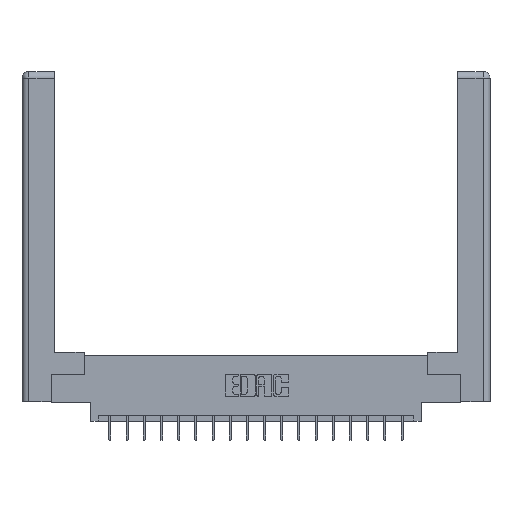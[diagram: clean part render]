
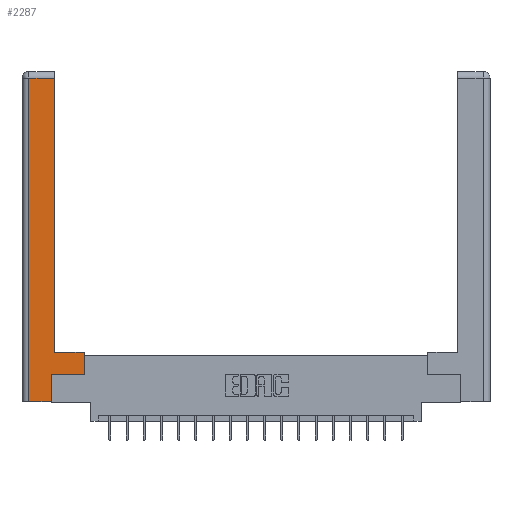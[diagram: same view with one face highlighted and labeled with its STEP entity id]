
A CAD part, top view. The second image highlights one B-rep face of the part: STEP entity #2287.
In plain terms, the highlighted planar face has unit normal (0, 0, 1).
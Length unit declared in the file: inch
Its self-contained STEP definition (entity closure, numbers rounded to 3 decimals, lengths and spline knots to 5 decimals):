
#67 = EDGE_CURVE ( 'NONE', #2598, #4381, #13433, .T. ) ;
#542 = ORIENTED_EDGE ( 'NONE', *, *, #4145, .T. ) ;
#679 = VERTEX_POINT ( 'NONE', #5502 ) ;
#710 = CARTESIAN_POINT ( 'NONE',  ( 0.295, 3., 0. ) ) ;
#851 = LINE ( 'NONE', #3131, #19851 ) ;
#871 = EDGE_CURVE ( 'NONE', #15552, #2598, #1417, .T. ) ;
#1029 = LINE ( 'NONE', #710, #13772 ) ;
#1417 = LINE ( 'NONE', #1799, #15344 ) ;
#1546 = CARTESIAN_POINT ( 'NONE',  ( 0.565, 0.245, 0. ) ) ;
#1671 = CARTESIAN_POINT ( 'NONE',  ( 0.565, 0.45, 0. ) ) ;
#1679 = PLANE ( 'NONE',  #7308 ) ;
#1792 = LINE ( 'NONE', #5257, #17910 ) ;
#1799 = CARTESIAN_POINT ( 'NONE',  ( 0.265, 0., 0. ) ) ;
#2287 = ADVANCED_FACE ( 'NONE', ( #8058 ), #1679, .F. ) ;
#2415 = DIRECTION ( 'NONE',  ( 0., 1., 0. ) ) ;
#2598 = VERTEX_POINT ( 'NONE', #14412 ) ;
#3099 = ORIENTED_EDGE ( 'NONE', *, *, #19615, .T. ) ;
#3131 = CARTESIAN_POINT ( 'NONE',  ( 0.0615, 0., 0. ) ) ;
#3214 = CARTESIAN_POINT ( 'NONE',  ( 0.295, 0.45, 0. ) ) ;
#4047 = VERTEX_POINT ( 'NONE', #1546 ) ;
#4066 = VERTEX_POINT ( 'NONE', #1671 ) ;
#4145 = EDGE_CURVE ( 'NONE', #12665, #4988, #1029, .T. ) ;
#4264 = DIRECTION ( 'NONE',  ( -1., 0., 0. ) ) ;
#4381 = VERTEX_POINT ( 'NONE', #9022 ) ;
#4392 = CARTESIAN_POINT ( 'NONE',  ( 0.0615, 2.94, 0. ) ) ;
#4798 = DIRECTION ( 'NONE',  ( -1., 0., 0. ) ) ;
#4988 = VERTEX_POINT ( 'NONE', #14380 ) ;
#5257 = CARTESIAN_POINT ( 'NONE',  ( 0.565, 0.45, 0. ) ) ;
#5502 = CARTESIAN_POINT ( 'NONE',  ( 0.0615, 2.94, 0. ) ) ;
#5627 = LINE ( 'NONE', #4392, #12791 ) ;
#7308 = AXIS2_PLACEMENT_3D ( 'NONE', #12395, #18490, #4798 ) ;
#8058 = FACE_OUTER_BOUND ( 'NONE', #14670, .T. ) ;
#8889 = EDGE_CURVE ( 'NONE', #4381, #4047, #13709, .T. ) ;
#9022 = CARTESIAN_POINT ( 'NONE',  ( 0.265, 0.245, 0. ) ) ;
#9058 = ORIENTED_EDGE ( 'NONE', *, *, #67, .T. ) ;
#11263 = CARTESIAN_POINT ( 'NONE',  ( 0.0615, 0., 0. ) ) ;
#11384 = CARTESIAN_POINT ( 'NONE',  ( 0.565, 0.245, 0. ) ) ;
#12274 = ORIENTED_EDGE ( 'NONE', *, *, #12909, .T. ) ;
#12395 = CARTESIAN_POINT ( 'NONE',  ( 0., 0., 0. ) ) ;
#12494 = EDGE_CURVE ( 'NONE', #4066, #12665, #12569, .T. ) ;
#12569 = LINE ( 'NONE', #3214, #18863 ) ;
#12665 = VERTEX_POINT ( 'NONE', #18169 ) ;
#12791 = VECTOR ( 'NONE', #4264, 39.37008 ) ;
#12909 = EDGE_CURVE ( 'NONE', #4047, #4066, #1792, .T. ) ;
#13433 = LINE ( 'NONE', #19192, #15854 ) ;
#13640 = DIRECTION ( 'NONE',  ( 0., -1., 0. ) ) ;
#13709 = LINE ( 'NONE', #11384, #15384 ) ;
#13724 = ORIENTED_EDGE ( 'NONE', *, *, #14871, .T. ) ;
#13772 = VECTOR ( 'NONE', #14470, 39.37008 ) ;
#14380 = CARTESIAN_POINT ( 'NONE',  ( 0.295, 2.94, 0. ) ) ;
#14412 = CARTESIAN_POINT ( 'NONE',  ( 0.265, 0., 0. ) ) ;
#14470 = DIRECTION ( 'NONE',  ( 0., 1., 0. ) ) ;
#14670 = EDGE_LOOP ( 'NONE', ( #542, #3099, #13724, #18766, #9058, #18629, #12274, #15032 ) ) ;
#14871 = EDGE_CURVE ( 'NONE', #679, #15552, #851, .T. ) ;
#15032 = ORIENTED_EDGE ( 'NONE', *, *, #12494, .T. ) ;
#15344 = VECTOR ( 'NONE', #17045, 39.37008 ) ;
#15384 = VECTOR ( 'NONE', #16067, 39.37008 ) ;
#15479 = DIRECTION ( 'NONE',  ( -1., 0., 0. ) ) ;
#15552 = VERTEX_POINT ( 'NONE', #11263 ) ;
#15854 = VECTOR ( 'NONE', #2415, 39.37008 ) ;
#16067 = DIRECTION ( 'NONE',  ( 1., 0., 0. ) ) ;
#17045 = DIRECTION ( 'NONE',  ( 1., 0., 0. ) ) ;
#17405 = DIRECTION ( 'NONE',  ( 0., 1., 0. ) ) ;
#17910 = VECTOR ( 'NONE', #17405, 39.37008 ) ;
#18169 = CARTESIAN_POINT ( 'NONE',  ( 0.295, 0.45, 0. ) ) ;
#18490 = DIRECTION ( 'NONE',  ( 0., 0., -1. ) ) ;
#18629 = ORIENTED_EDGE ( 'NONE', *, *, #8889, .T. ) ;
#18766 = ORIENTED_EDGE ( 'NONE', *, *, #871, .T. ) ;
#18863 = VECTOR ( 'NONE', #15479, 39.37008 ) ;
#19192 = CARTESIAN_POINT ( 'NONE',  ( 0.265, 0.245, 0. ) ) ;
#19615 = EDGE_CURVE ( 'NONE', #4988, #679, #5627, .T. ) ;
#19851 = VECTOR ( 'NONE', #13640, 39.37008 ) ;
